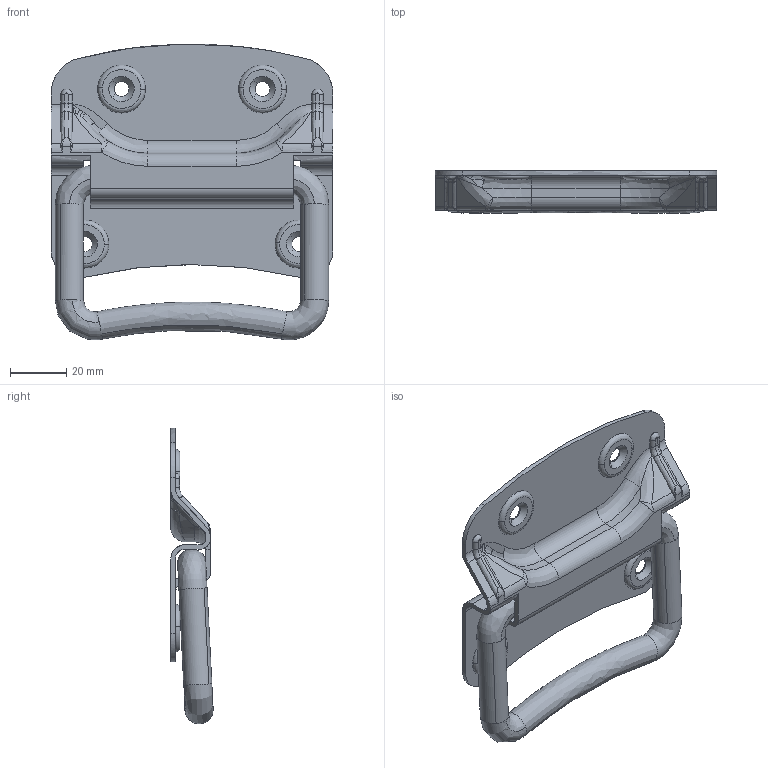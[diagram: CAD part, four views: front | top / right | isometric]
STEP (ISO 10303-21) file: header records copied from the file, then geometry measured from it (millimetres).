
FILE_DESCRIPTION((''),'2;1');
FILE_NAME('','2006-01-17T11:51:28',(''),(''),'','CADfix','');
FILE_SCHEMA(('AUTOMOTIVE_DESIGN'));
Length unit declared in the file: millimetre
Products named in the file (3): grip; base; THA_9_4_1_4042_36
Assembly tree (2 placements, depth 2):
  THA_9_4_1_4042_36
    grip
    base
Bounding box: 100 x 14.99 x 104.94 mm (x, y, z)
Volume: 32847.8 mm3; surface area: 27169 mm2
Topology: 2 solids, 2 shells, 268 faces, 845 edges, 567 vertices
Faces by surface type: bspline 268
Entity records: 16803 total; most frequent: CARTESIAN_POINT 11932, ORIENTED_EDGE 1670, EDGE_CURVE 835, VERTEX_POINT 567, B_SPLINE_CURVE_WITH_KNOTS 527, QUASI_UNIFORM_CURVE 288, EDGE_LOOP 284, FACE_OUTER_BOUND 268
